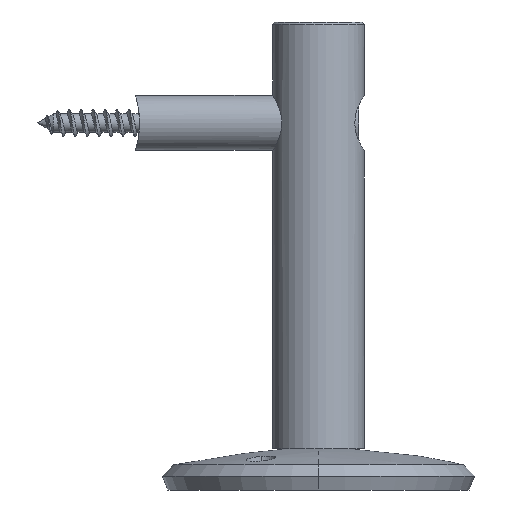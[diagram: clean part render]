
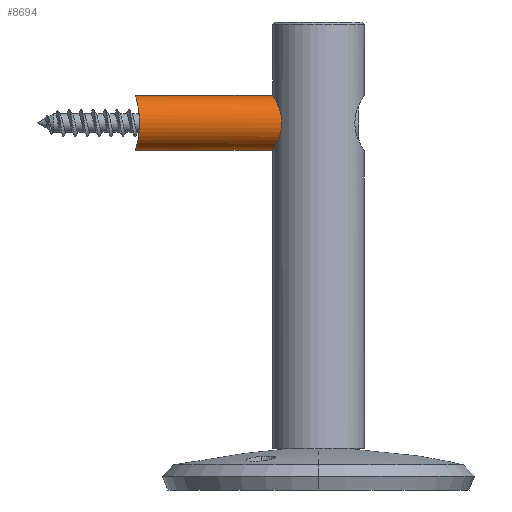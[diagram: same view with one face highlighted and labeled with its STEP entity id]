
A CAD part, left-side view. The second image highlights one B-rep face of the part: STEP entity #8694.
In plain terms, the highlighted cylindrical face has radius 6 mm (diameter 12 mm), a partial arc.
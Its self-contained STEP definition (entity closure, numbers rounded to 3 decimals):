
#500 = CARTESIAN_POINT ( 'NONE',  ( 0., 0., 0. ) ) ;
#546 = CARTESIAN_POINT ( 'NONE',  ( -3.964, 39.486, 4.521 ) ) ;
#651 = CARTESIAN_POINT ( 'NONE',  ( -5.951, 39.014, 0.792 ) ) ;
#747 = CARTESIAN_POINT ( 'NONE',  ( -5.808, 39.054, -1.558 ) ) ;
#940 = CARTESIAN_POINT ( 'NONE',  ( -5.206, 39.212, -3.008 ) ) ;
#1627 = DIRECTION ( 'NONE',  ( 0., 0., -1. ) ) ;
#2827 = CARTESIAN_POINT ( 'NONE',  ( -3.66, 39.541, -4.759 ) ) ;
#2920 = CARTESIAN_POINT ( 'NONE',  ( -4.877, 39.29, 3.5 ) ) ;
#3014 = VERTEX_POINT ( 'NONE', #5340 ) ;
#3106 = CARTESIAN_POINT ( 'NONE',  ( -5.806, 39.054, 1.563 ) ) ;
#3201 = CARTESIAN_POINT ( 'NONE',  ( -0.786, 39.855, 5.962 ) ) ;
#3761 = EDGE_CURVE ( 'NONE', #3014, #14916, #7322, .T. ) ;
#5140 = EDGE_LOOP ( 'NONE', ( #27850, #23024, #19605, #22399 ) ) ;
#5185 = CARTESIAN_POINT ( 'NONE',  ( -3.664, 39.542, 4.768 ) ) ;
#5287 = CARTESIAN_POINT ( 'NONE',  ( -5.388, 39.166, 2.67 ) ) ;
#5340 = CARTESIAN_POINT ( 'NONE',  ( 0., 0., -6. ) ) ;
#5431 = CARTESIAN_POINT ( 'NONE',  ( 0., 0., 6. ) ) ;
#5476 = CARTESIAN_POINT ( 'NONE',  ( -3.501, 39.568, -4.877 ) ) ;
#5519 = B_SPLINE_CURVE_WITH_KNOTS ( 'NONE', 3,
 ( #18740, #25574, #3201, #27431, #27718, #7649, #27624, #5185, #546, #21141, #7357, #9898, #2920, #23042, #5287, #12136, #3106, #9801, #651, #16383, #12040, #14036, #14226, #747, #27815, #14429, #940, #20865, #7454, #16672, #18931, #2827, #5476, #18547, #23147, #25185, #11749, #25379, #7746, #16487 ),
 .UNSPECIFIED., .F., .F.,
 ( 4, 2, 2, 2, 2, 2, 2, 2, 2, 2, 2, 2, 2, 2, 2, 2, 2, 2, 2, 4 ),
 ( 0.019, 0.02, 0.021, 0.022, 0.024, 0.024, 0.025, 0.026, 0.027, 0.028, 0.028, 0.029, 0.031, 0.032, 0.033, 0.034, 0.034, 0.035, 0.037, 0.038 ),
 .UNSPECIFIED. ) ;
#6065 = CARTESIAN_POINT ( 'NONE',  ( 0., 40., 0. ) ) ;
#6254 = DIRECTION ( 'NONE',  ( 0., -1., 0. ) ) ;
#7205 = DIRECTION ( 'NONE',  ( 0., 1., 0. ) ) ;
#7322 = CIRCLE ( 'NONE', #17584, 6. ) ;
#7357 = CARTESIAN_POINT ( 'NONE',  ( -4.512, 39.372, 3.959 ) ) ;
#7454 = CARTESIAN_POINT ( 'NONE',  ( -4.519, 39.372, -3.966 ) ) ;
#7649 = CARTESIAN_POINT ( 'NONE',  ( -2.663, 39.696, 5.391 ) ) ;
#7746 = CARTESIAN_POINT ( 'NONE',  ( -0.399, 39.867, -6. ) ) ;
#8694 = ADVANCED_FACE ( 'NONE', ( #18116 ), #16015, .T. ) ;
#9151 = LINE ( 'NONE', #14993, #25978 ) ;
#9337 = CARTESIAN_POINT ( 'NONE',  ( 0., 40., 6. ) ) ;
#9704 = AXIS2_PLACEMENT_3D ( 'NONE', #6065, #6254, #1627 ) ;
#9801 = CARTESIAN_POINT ( 'NONE',  ( -5.922, 39.022, 0.986 ) ) ;
#9898 = CARTESIAN_POINT ( 'NONE',  ( -4.761, 39.317, 3.656 ) ) ;
#10640 = DIRECTION ( 'NONE',  ( 0., -1., 0. ) ) ;
#10892 = VECTOR ( 'NONE', #11577, 1000. ) ;
#11211 = CARTESIAN_POINT ( 'NONE',  ( 0., 39.867, 6. ) ) ;
#11577 = DIRECTION ( 'NONE',  ( 0., -1., 0. ) ) ;
#11749 = CARTESIAN_POINT ( 'NONE',  ( -1.563, 39.81, -5.806 ) ) ;
#12040 = CARTESIAN_POINT ( 'NONE',  ( -6., 39., 0.199 ) ) ;
#12136 = CARTESIAN_POINT ( 'NONE',  ( -5.692, 39.086, 1.939 ) ) ;
#13450 = EDGE_CURVE ( 'NONE', #15304, #15050, #5519, .T. ) ;
#14036 = CARTESIAN_POINT ( 'NONE',  ( -6., 39., -0.395 ) ) ;
#14226 = CARTESIAN_POINT ( 'NONE',  ( -5.961, 39.011, -0.785 ) ) ;
#14429 = CARTESIAN_POINT ( 'NONE',  ( -5.391, 39.165, -2.664 ) ) ;
#14916 = VERTEX_POINT ( 'NONE', #5431 ) ;
#14993 = CARTESIAN_POINT ( 'NONE',  ( 0., 40., -6. ) ) ;
#15050 = VERTEX_POINT ( 'NONE', #26291 ) ;
#15304 = VERTEX_POINT ( 'NONE', #11211 ) ;
#16015 = CYLINDRICAL_SURFACE ( 'NONE', #9704, 6. ) ;
#16383 = CARTESIAN_POINT ( 'NONE',  ( -5.99, 39.003, 0.399 ) ) ;
#16487 = CARTESIAN_POINT ( 'NONE',  ( 0., 39.867, -6. ) ) ;
#16672 = CARTESIAN_POINT ( 'NONE',  ( -4.107, 39.457, -4.379 ) ) ;
#17584 = AXIS2_PLACEMENT_3D ( 'NONE', #500, #7205, #27572 ) ;
#18116 = FACE_OUTER_BOUND ( 'NONE', #5140, .T. ) ;
#18547 = CARTESIAN_POINT ( 'NONE',  ( -3.012, 39.647, -5.204 ) ) ;
#18740 = CARTESIAN_POINT ( 'NONE',  ( 0., 39.867, 6. ) ) ;
#18931 = CARTESIAN_POINT ( 'NONE',  ( -3.962, 39.485, -4.51 ) ) ;
#19605 = ORIENTED_EDGE ( 'NONE', *, *, #27934, .T. ) ;
#20865 = CARTESIAN_POINT ( 'NONE',  ( -4.768, 39.316, -3.664 ) ) ;
#21141 = CARTESIAN_POINT ( 'NONE',  ( -4.38, 39.401, 4.106 ) ) ;
#22399 = ORIENTED_EDGE ( 'NONE', *, *, #3761, .T. ) ;
#23024 = ORIENTED_EDGE ( 'NONE', *, *, #13450, .T. ) ;
#23042 = CARTESIAN_POINT ( 'NONE',  ( -5.202, 39.213, 3.014 ) ) ;
#23147 = CARTESIAN_POINT ( 'NONE',  ( -2.669, 39.696, -5.388 ) ) ;
#25185 = CARTESIAN_POINT ( 'NONE',  ( -1.946, 39.777, -5.689 ) ) ;
#25379 = CARTESIAN_POINT ( 'NONE',  ( -0.791, 39.855, -5.961 ) ) ;
#25574 = CARTESIAN_POINT ( 'NONE',  ( -0.393, 39.867, 6. ) ) ;
#25949 = LINE ( 'NONE', #9337, #10892 ) ;
#25978 = VECTOR ( 'NONE', #10640, 1000. ) ;
#26291 = CARTESIAN_POINT ( 'NONE',  ( 0., 39.867, -6. ) ) ;
#27431 = CARTESIAN_POINT ( 'NONE',  ( -1.565, 39.81, 5.806 ) ) ;
#27572 = DIRECTION ( 'NONE',  ( 0., 0., 1. ) ) ;
#27624 = CARTESIAN_POINT ( 'NONE',  ( -3.014, 39.647, 5.203 ) ) ;
#27718 = CARTESIAN_POINT ( 'NONE',  ( -1.94, 39.778, 5.691 ) ) ;
#27815 = CARTESIAN_POINT ( 'NONE',  ( -5.691, 39.086, -1.941 ) ) ;
#27850 = ORIENTED_EDGE ( 'NONE', *, *, #28905, .F. ) ;
#27934 = EDGE_CURVE ( 'NONE', #15050, #3014, #9151, .T. ) ;
#28905 = EDGE_CURVE ( 'NONE', #15304, #14916, #25949, .T. ) ;
